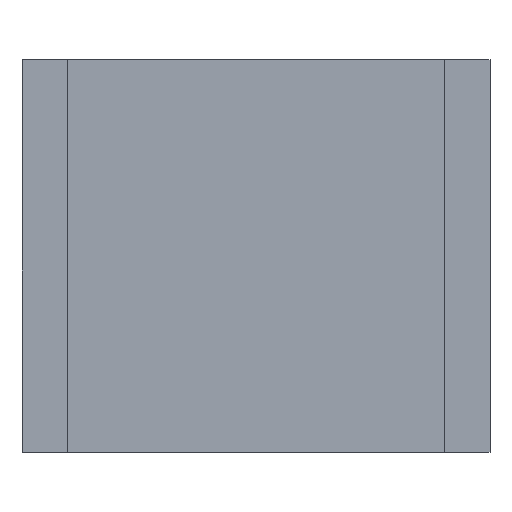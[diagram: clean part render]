
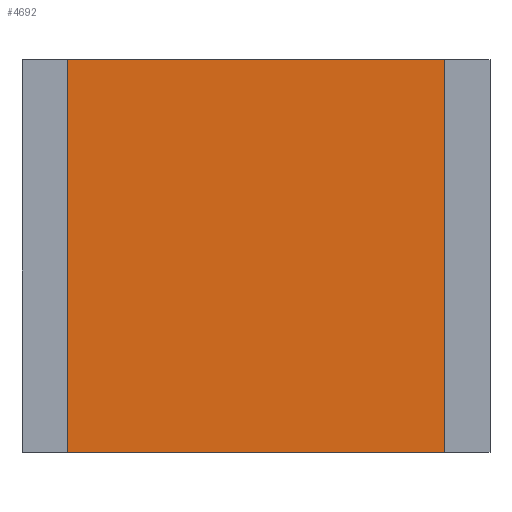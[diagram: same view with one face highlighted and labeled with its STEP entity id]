
A CAD part, top view. The second image highlights one B-rep face of the part: STEP entity #4692.
In plain terms, the highlighted planar face has unit normal (0, 0, 1).
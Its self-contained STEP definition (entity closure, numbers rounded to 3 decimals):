
#360=FACE_OUTER_BOUND('',#619,.T.);
#619=EDGE_LOOP('',(#3236,#3237,#3238,#3239));
#852=LINE('',#6139,#1331);
#980=LINE('',#6699,#1459);
#1005=LINE('',#6750,#1484);
#1006=LINE('',#6752,#1485);
#1331=VECTOR('',#5186,1.);
#1459=VECTOR('',#5392,1.);
#1484=VECTOR('',#5445,1.);
#1485=VECTOR('',#5448,1.);
#1810=VERTEX_POINT('',#6136);
#1811=VERTEX_POINT('',#6138);
#1985=VERTEX_POINT('',#6639);
#1995=VERTEX_POINT('',#6666);
#2260=EDGE_CURVE('',#1811,#1810,#852,.T.);
#2466=EDGE_CURVE('',#1995,#1985,#980,.T.);
#2491=EDGE_CURVE('',#1985,#1811,#1005,.T.);
#2492=EDGE_CURVE('',#1810,#1995,#1006,.T.);
#3236=ORIENTED_EDGE('',*,*,#2491,.T.);
#3237=ORIENTED_EDGE('',*,*,#2260,.T.);
#3238=ORIENTED_EDGE('',*,*,#2492,.T.);
#3239=ORIENTED_EDGE('',*,*,#2466,.T.);
#4304=PLANE('',#4995);
#4692=ADVANCED_FACE('',(#360),#4304,.F.);
#4995=AXIS2_PLACEMENT_3D('',#6753,#5449,#5450);
#5186=DIRECTION('',(-1.,0.,0.));
#5392=DIRECTION('',(1.,0.,0.));
#5445=DIRECTION('',(0.,1.,0.));
#5448=DIRECTION('',(0.,-1.,0.));
#5449=DIRECTION('center_axis',(0.,0.,-1.));
#5450=DIRECTION('ref_axis',(-1.,0.,0.));
#6136=CARTESIAN_POINT('',(-1.25,1.3,0.5));
#6138=CARTESIAN_POINT('',(1.25,1.3,0.5));
#6139=CARTESIAN_POINT('',(-1.25,1.3,0.5));
#6639=CARTESIAN_POINT('',(1.25,-1.3,0.5));
#6666=CARTESIAN_POINT('',(-1.25,-1.3,0.5));
#6699=CARTESIAN_POINT('',(-1.25,-1.3,0.5));
#6750=CARTESIAN_POINT('',(1.25,-1.3,0.5));
#6752=CARTESIAN_POINT('',(-1.25,-1.3,0.5));
#6753=CARTESIAN_POINT('Origin',(0.,0.,0.5));
